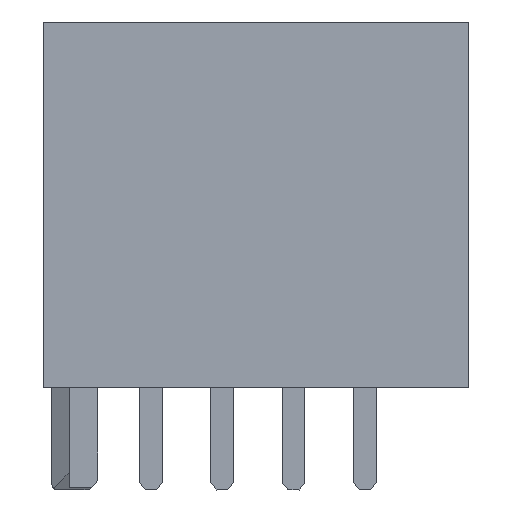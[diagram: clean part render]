
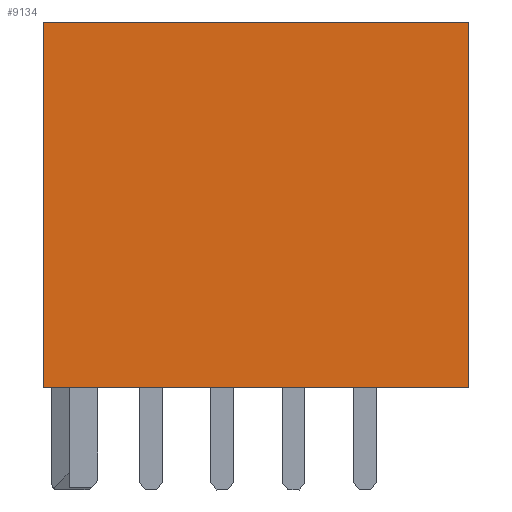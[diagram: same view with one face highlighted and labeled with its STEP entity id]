
A CAD part, left-side view. The second image highlights one B-rep face of the part: STEP entity #9134.
In plain terms, the highlighted face is planar.
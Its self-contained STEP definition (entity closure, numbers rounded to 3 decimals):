
#886=ORIENTED_EDGE('',*,*,#3450,.F.);
#887=ORIENTED_EDGE('',*,*,#3269,.F.);
#888=ORIENTED_EDGE('',*,*,#3451,.F.);
#889=ORIENTED_EDGE('',*,*,#3452,.F.);
#3269=EDGE_CURVE('',#4565,#4566,#5486,.T.);
#3450=EDGE_CURVE('',#4566,#4690,#5667,.T.);
#3451=EDGE_CURVE('',#4691,#4565,#5668,.T.);
#3452=EDGE_CURVE('',#4690,#4691,#5669,.T.);
#4565=VERTEX_POINT('',#13289);
#4566=VERTEX_POINT('',#13291);
#4690=VERTEX_POINT('',#13626);
#4691=VERTEX_POINT('',#13628);
#5486=LINE('',#13290,#6786);
#5667=LINE('',#13625,#6967);
#5668=LINE('',#13627,#6968);
#5669=LINE('',#13629,#6969);
#6786=VECTOR('',#10613,1000.);
#6967=VECTOR('',#10854,1000.);
#6968=VECTOR('',#10855,1000.);
#6969=VECTOR('',#10856,1000.);
#7740=EDGE_LOOP('',(#886,#887,#888,#889));
#8225=FACE_BOUND('',#7740,.T.);
#8696=PLANE('',#9632);
#9134=ADVANCED_FACE('',(#8225),#8696,.F.);
#9632=AXIS2_PLACEMENT_3D('',#13624,#10852,#10853);
#10613=DIRECTION('',(1.,0.,0.));
#10852=DIRECTION('',(0.,1.,0.));
#10853=DIRECTION('',(0.,0.,1.));
#10854=DIRECTION('',(0.,0.,-1.));
#10855=DIRECTION('',(0.,0.,1.));
#10856=DIRECTION('',(-1.,0.,0.));
#13289=CARTESIAN_POINT('',(-7.45,0.,6.4));
#13290=CARTESIAN_POINT('',(-7.45,0.,6.4));
#13291=CARTESIAN_POINT('',(7.45,0.,6.4));
#13624=CARTESIAN_POINT('',(0.,0.,0.));
#13625=CARTESIAN_POINT('',(7.45,0.,6.4));
#13626=CARTESIAN_POINT('',(7.45,0.,-6.4));
#13627=CARTESIAN_POINT('',(-7.45,0.,-6.4));
#13628=CARTESIAN_POINT('',(-7.45,0.,-6.4));
#13629=CARTESIAN_POINT('',(7.45,0.,-6.4));
